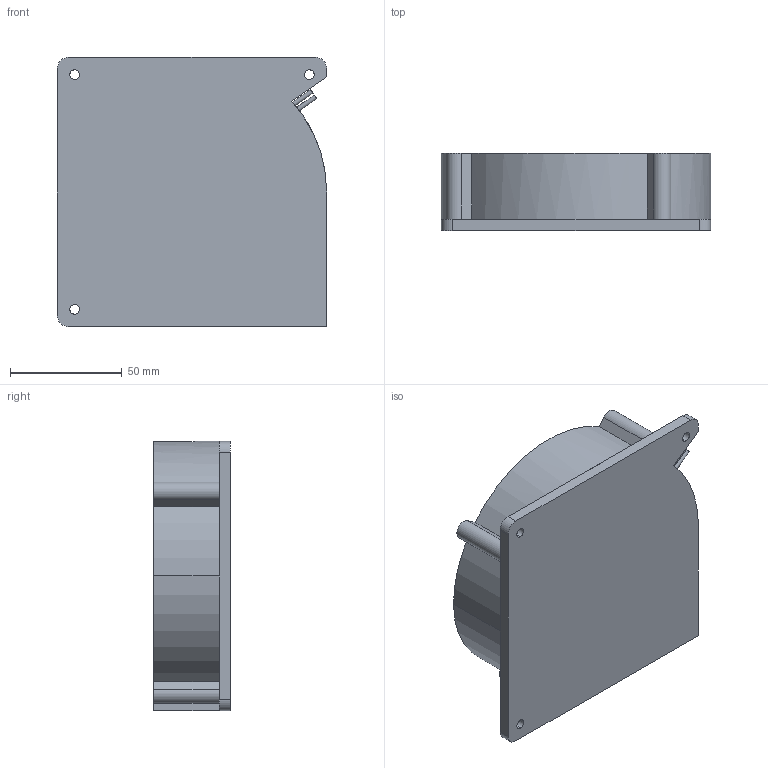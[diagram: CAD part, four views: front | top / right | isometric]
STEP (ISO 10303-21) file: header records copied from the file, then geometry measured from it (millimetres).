
FILE_DESCRIPTION (( 'STEP AP214' ), '1' );
FILE_NAME ('DC BRUSHLESS MODEL AB1212XB-Y01.STEP', '2017-06-26T12:56:47', ( '' ), ( '' ), 'SwSTEP 2.0', 'SolidWorks 2017', '' );
FILE_SCHEMA (( 'AUTOMOTIVE_DESIGN' ));
Length unit declared in the file: millimetre
Products named in the file (1): DC BRUSHLESS MODEL AB1212XB-Y01
Bounding box: 120.6 x 34.48 x 120.6 mm (x, y, z)
Volume: 110181.3 mm3; surface area: 67824.2 mm2
Topology: 1 solids, 1 shells, 61 faces, 156 edges, 103 vertices
Faces by surface type: cylinder 34, plane 27
Entity records: 2044 total; most frequent: CARTESIAN_POINT 385, DIRECTION 342, ORIENTED_EDGE 312, EDGE_CURVE 156, AXIS2_PLACEMENT_3D 128, VERTEX_POINT 103, LINE 86, VECTOR 86
